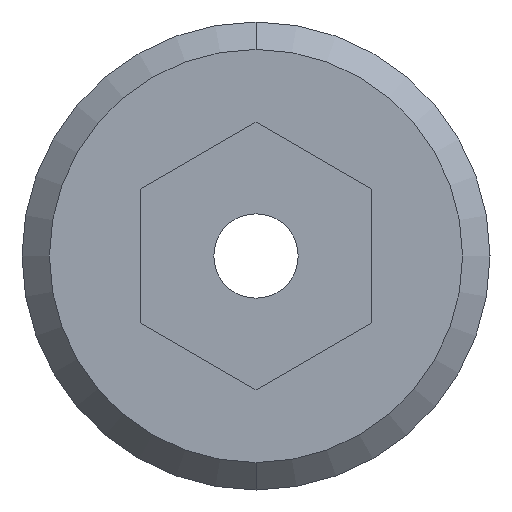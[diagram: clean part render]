
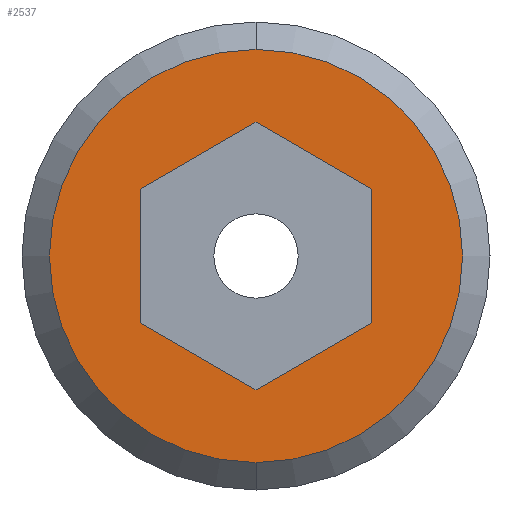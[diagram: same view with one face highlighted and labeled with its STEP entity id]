
A CAD part, left-side view. The second image highlights one B-rep face of the part: STEP entity #2537.
In plain terms, the highlighted planar face has unit normal (-1, 0, 0).
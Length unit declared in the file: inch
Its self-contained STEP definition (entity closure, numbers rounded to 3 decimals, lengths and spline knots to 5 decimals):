
#1120=CARTESIAN_POINT('',(-0.136,0.,0.));
#1121=DIRECTION('',(-1.,0.,0.));
#1122=DIRECTION('',(0.,1.,0.));
#1123=AXIS2_PLACEMENT_3D('',#1120,#1121,#1122);
#1138=DIRECTION('',(0.,0.5,0.866));
#1139=VECTOR('',#1138,0.06351);
#1140=CARTESIAN_POINT('',(-0.136,0.03175,-0.055));
#1141=LINE('',#1140,#1139);
#1142=DIRECTION('',(0.,1.,0.));
#1143=VECTOR('',#1142,0.06351);
#1144=CARTESIAN_POINT('',(-0.136,-0.03175,-0.055));
#1145=LINE('',#1144,#1143);
#1146=DIRECTION('',(0.,0.5,-0.866));
#1147=VECTOR('',#1146,0.06351);
#1148=CARTESIAN_POINT('',(-0.136,-0.06351,0.));
#1149=LINE('',#1148,#1147);
#1150=DIRECTION('',(0.,-0.5,-0.866));
#1151=VECTOR('',#1150,0.06351);
#1152=CARTESIAN_POINT('',(-0.136,-0.03175,0.055));
#1153=LINE('',#1152,#1151);
#1154=DIRECTION('',(0.,-1.,0.));
#1155=VECTOR('',#1154,0.06351);
#1156=CARTESIAN_POINT('',(-0.136,0.03175,0.055));
#1157=LINE('',#1156,#1155);
#1158=DIRECTION('',(0.,-0.5,0.866));
#1159=VECTOR('',#1158,0.06351);
#1160=CARTESIAN_POINT('',(-0.136,0.06351,0.));
#1161=LINE('',#1160,#1159);
#1162=CARTESIAN_POINT('',(-0.136,0.,0.));
#1163=DIRECTION('',(1.,0.,0.));
#1164=DIRECTION('',(0.,1.,0.));
#1165=AXIS2_PLACEMENT_3D('',#1162,#1163,#1164);
#1274=CARTESIAN_POINT('',(-0.136,0.098,0.));
#1275=CARTESIAN_POINT('',(-0.136,-0.098,0.));
#1276=VERTEX_POINT('',#1274);
#1277=VERTEX_POINT('',#1275);
#1294=CARTESIAN_POINT('',(-0.136,0.03175,-0.055));
#1295=CARTESIAN_POINT('',(-0.136,0.06351,0.));
#1296=VERTEX_POINT('',#1294);
#1297=VERTEX_POINT('',#1295);
#1298=CARTESIAN_POINT('',(-0.136,-0.03175,-0.055));
#1299=VERTEX_POINT('',#1298);
#1300=CARTESIAN_POINT('',(-0.136,-0.06351,0.));
#1301=VERTEX_POINT('',#1300);
#1302=CARTESIAN_POINT('',(-0.136,-0.03175,0.055));
#1303=VERTEX_POINT('',#1302);
#1304=CARTESIAN_POINT('',(-0.136,0.03175,0.055));
#1305=VERTEX_POINT('',#1304);
#2513=CARTESIAN_POINT('',(-0.136,0.,0.));
#2514=DIRECTION('',(1.,0.,0.));
#2515=DIRECTION('',(0.,-1.,0.));
#2516=AXIS2_PLACEMENT_3D('',#2513,#2514,#2515);
#2517=PLANE('',#2516);
#2518=ORIENTED_EDGE('',*,*,#2503,.F.);
#2520=ORIENTED_EDGE('',*,*,#2519,.T.);
#2521=EDGE_LOOP('',(#2518,#2520));
#2522=FACE_OUTER_BOUND('',#2521,.F.);
#2524=ORIENTED_EDGE('',*,*,#2523,.F.);
#2526=ORIENTED_EDGE('',*,*,#2525,.F.);
#2528=ORIENTED_EDGE('',*,*,#2527,.F.);
#2530=ORIENTED_EDGE('',*,*,#2529,.F.);
#2532=ORIENTED_EDGE('',*,*,#2531,.F.);
#2534=ORIENTED_EDGE('',*,*,#2533,.F.);
#2535=EDGE_LOOP('',(#2524,#2526,#2528,#2530,#2532,#2534));
#2536=FACE_BOUND('',#2535,.F.);
#1124=CIRCLE('',#1123,0.098);
#1166=CIRCLE('',#1165,0.098);
#2503=EDGE_CURVE('',#1276,#1277,#1124,.T.);
#2519=EDGE_CURVE('',#1276,#1277,#1166,.T.);
#2523=EDGE_CURVE('',#1296,#1297,#1141,.T.);
#2525=EDGE_CURVE('',#1299,#1296,#1145,.T.);
#2527=EDGE_CURVE('',#1301,#1299,#1149,.T.);
#2529=EDGE_CURVE('',#1303,#1301,#1153,.T.);
#2531=EDGE_CURVE('',#1305,#1303,#1157,.T.);
#2533=EDGE_CURVE('',#1297,#1305,#1161,.T.);
#2537=ADVANCED_FACE('',(#2522,#2536),#2517,.F.);
